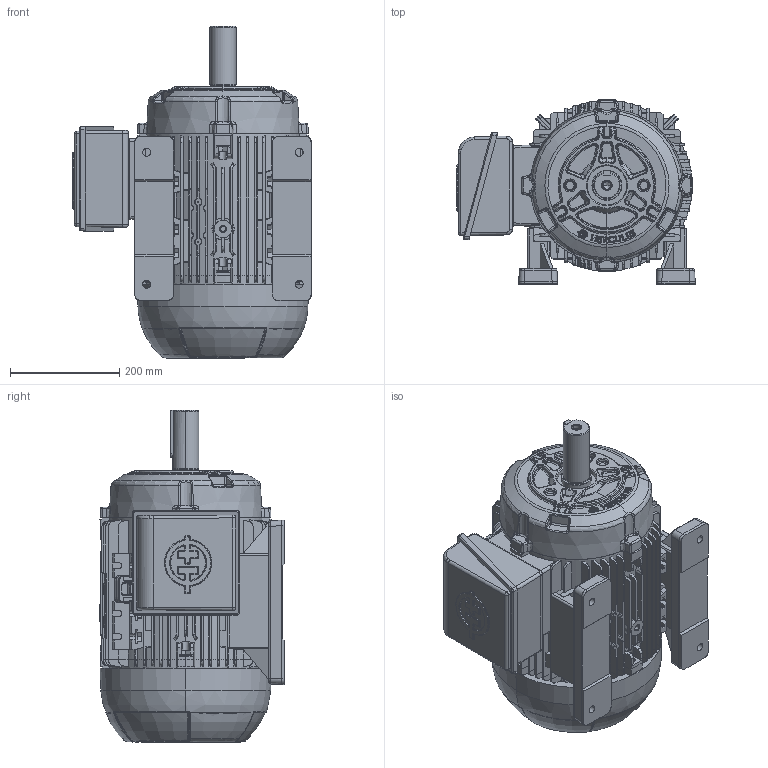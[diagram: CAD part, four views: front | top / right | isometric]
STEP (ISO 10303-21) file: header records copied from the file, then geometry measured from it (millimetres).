
FILE_DESCRIPTION (( 'STEP AP203' ), '1' );
FILE_NAME ('180M_CP_ST_RIGHT.STEP', '2022-07-17T23:22:52', ( '' ), ( '' ), 'SwSTEP 2.0', 'SolidWorks 2020', '' );
FILE_SCHEMA (( 'CONFIG_CONTROL_DESIGN' ));
Length unit declared in the file: millimetre
Products named in the file (10): 105006202_casca_USINADO; 105030278_casca; 180M_CP_ST_RIGHT; 105032 DIN6885 AB - ABNT C_10.5032.050; Eixo IEC180 - 4P_50.5342.008 (L); 105035282_casca_50.5307.144; 105006203_casca_Usinado; 105006204-205_casca_50.5307.124 (M); 105035283_casca_50.5307.145; 105035272_casca_50.5307.116
Assembly tree (9 placements, depth 2):
  180M_CP_ST_RIGHT
    105006204-205_casca_50.5307.124 (M)
    Eixo IEC180 - 4P_50.5342.008 (L)
    105006202_casca_USINADO
    105006203_casca_Usinado
    105030278_casca
    105032 DIN6885 AB - ABNT C_10.5032.050
    105035272_casca_50.5307.116
    105035282_casca_50.5307.144
    105035283_casca_50.5307.145
Bounding box: 435.75 x 337.02 x 607 mm (x, y, z)
Volume: 38592690.9 mm3; surface area: 1749007.5 mm2
Topology: 9 solids, 12 shells, 4409 faces, 11328 edges, 7033 vertices
Faces by surface type: plane 1598, cylinder 1158, bspline 1038, cone 316, torus 173, sphere 126
Entity records: 172322 total; most frequent: CARTESIAN_POINT 75947, ORIENTED_EDGE 22604, DIRECTION 16644, EDGE_CURVE 11302, VERTEX_POINT 7021, AXIS2_PLACEMENT_3D 5815, LINE 5014, VECTOR 5014
